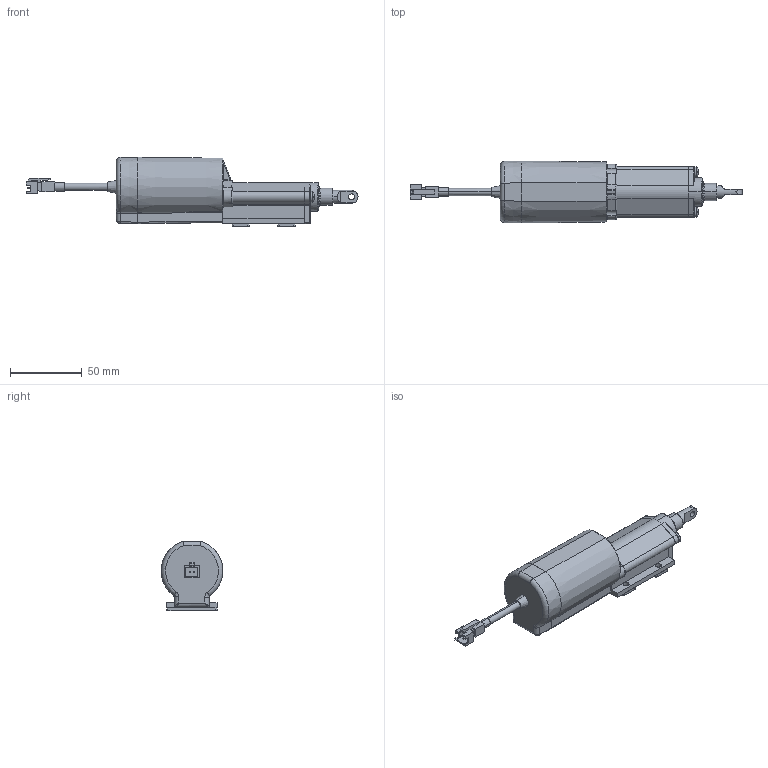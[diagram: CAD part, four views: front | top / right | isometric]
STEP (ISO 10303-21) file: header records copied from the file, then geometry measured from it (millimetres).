
FILE_DESCRIPTION((''),'2;1');
FILE_NAME('SKE-01-50-D1_ASM','2025-07-09T16:34:18',('Administrator'),(''),'CREO PARAMETRIC BY PTC INC, 2023073','CREO PARAMETRIC BY PTC INC, 2023073','');
FILE_SCHEMA(('CONFIG_CONTROL_DESIGN'));
Length unit declared in the file: millimetre
Products named in the file (10): SKE-01-50-D1_1526634; SKE-01-50-D1_1527836; SKE-01-50-D1_1528582; SKE-01-50-D1_1529424; SKE-01-50-D1_1532402; SKE-01-50-D1_1532762; SKE-01-50-D1_1533127; SKE-01-50-D1_1543192; SKE-01-50-D1_1543935; SKE-01-50-D1_ASM
Assembly tree (9 placements, depth 2):
  SKE-01-50-D1_ASM
    SKE-01-50-D1_1526634
    SKE-01-50-D1_1527836
    SKE-01-50-D1_1528582
    SKE-01-50-D1_1529424
    SKE-01-50-D1_1532402
    SKE-01-50-D1_1532762
    SKE-01-50-D1_1533127
    SKE-01-50-D1_1543192
    SKE-01-50-D1_1543935
Bounding box: 232.13 x 43.12 x 48.47 mm (x, y, z)
Volume: 73703.4 mm3; surface area: 66787.6 mm2
Topology: 9 solids, 9 shells, 897 faces, 2396 edges, 1526 vertices
Faces by surface type: cylinder 351, plane 317, bspline 77, torus 68, cone 57, sphere 26, extrusion 1
Entity records: 40729 total; most frequent: CARTESIAN_POINT 18641, ORIENTED_EDGE 4746, DIRECTION 4467, EDGE_CURVE 2373, AXIS2_PLACEMENT_3D 1718, VERTEX_POINT 1526, VECTOR 1031, LINE 1030
